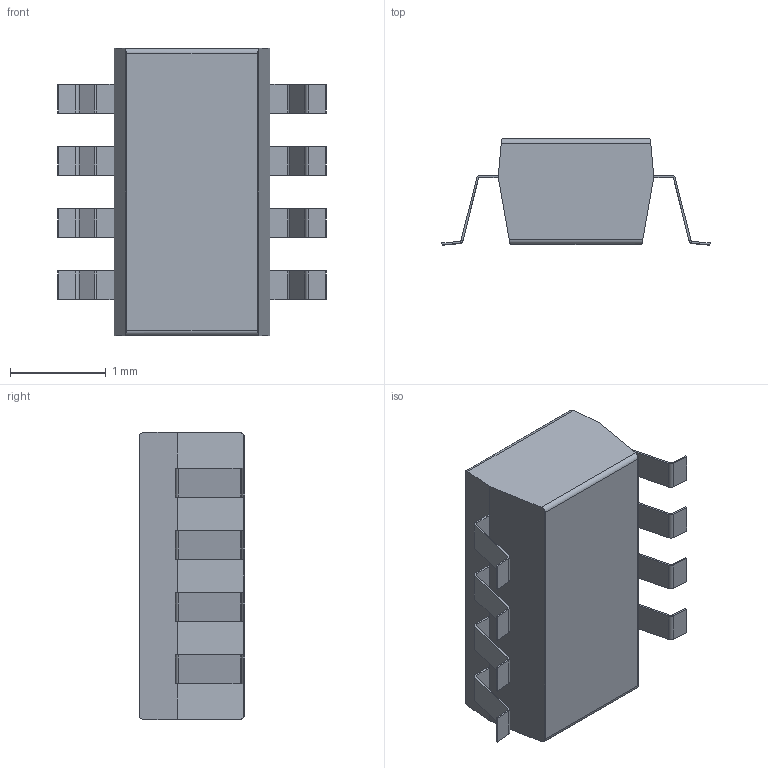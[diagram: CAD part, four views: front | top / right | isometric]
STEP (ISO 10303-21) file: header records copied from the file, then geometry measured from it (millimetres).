
FILE_DESCRIPTION (( 'STEP AP214' ), '1' );
FILE_NAME ('SW3dPS-SOT23-8.STEP', '2009-09-24T20:55:24', ( 'SysAdmin' ), ( 'SolidWorks' ), 'SwSTEP 2.0', 'SolidWorks 2009', '' );
FILE_SCHEMA (( 'AUTOMOTIVE_DESIGN' ));
Length unit declared in the file: millimetre
Products named in the file (1): SW3dPS-SOT23-8
Bounding box: 2.8 x 1.11 x 3 mm (x, y, z)
Volume: 5.1 mm3; surface area: 24.4 mm2
Topology: 1 solids, 1 shells, 120 faces, 338 edges, 220 vertices
Faces by surface type: plane 80, cylinder 40
Entity records: 5096 total; most frequent: CARTESIAN_POINT 799, ORIENTED_EDGE 676, DIRECTION 628, EDGE_CURVE 338, VECTOR 258, LINE 258, VERTEX_POINT 220, AXIS2_PLACEMENT_3D 185
